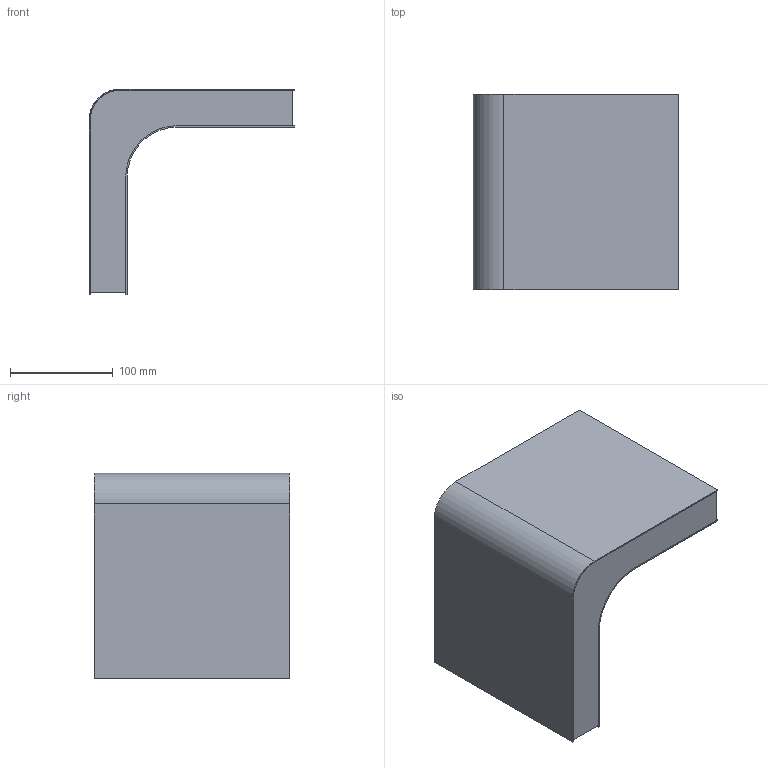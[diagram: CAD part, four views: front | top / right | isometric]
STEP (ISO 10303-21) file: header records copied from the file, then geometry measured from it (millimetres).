
FILE_DESCRIPTION (( 'STEP AP214' ), '1' );
FILE_NAME ('7400624_KSTP1.stp', '2016-05-03T12:28:24', ( '' ), ( '' ), 'SwSTEP 2.0', 'SolidWorks 2014', '' );
FILE_SCHEMA (( 'AUTOMOTIVE_DESIGN' ));
Length unit declared in the file: millimetre
Products named in the file (4): 42189C_f黵 B=190; 42836J_Nennhöhe 37; 7400624_KSTP1; 42197B_f黵 H=37, B=190
Assembly tree (5 placements, depth 2):
  7400624_KSTP1
    42836J_Nennhöhe 37  x3
    42189C_f黵 B=190
    42197B_f黵 H=37, B=190
Bounding box: 200 x 190 x 200 mm (x, y, z)
Volume: 538222.3 mm3; surface area: 365003.6 mm2
Topology: 5 solids, 5 shells, 50 faces, 120 edges, 80 vertices
Faces by surface type: plane 40, cylinder 10
Entity records: 1368 total; most frequent: DIRECTION 160, CARTESIAN_POINT 158, ORIENTED_EDGE 144, EDGE_CURVE 72, LINE 60, VECTOR 60, AXIS2_PLACEMENT_3D 50, VERTEX_POINT 48
